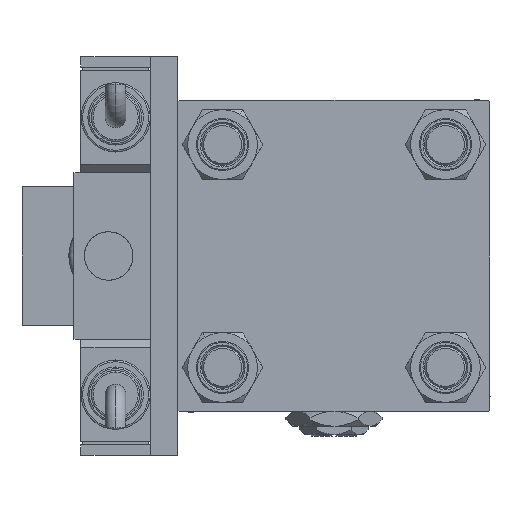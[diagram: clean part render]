
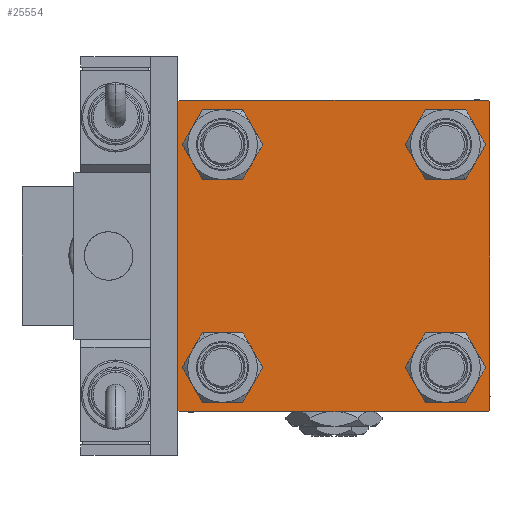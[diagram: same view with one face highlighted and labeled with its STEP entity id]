
A CAD part, left-side view. The second image highlights one B-rep face of the part: STEP entity #25554.
In plain terms, the highlighted planar face has unit normal (-1, 0, 0).
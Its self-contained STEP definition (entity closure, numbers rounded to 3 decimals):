
#164 = CARTESIAN_POINT ( 'NONE',  ( 0., -45., 44.5 ) ) ;
#316 = CARTESIAN_POINT ( 'NONE',  ( 0., 32.15, -25.65 ) ) ;
#1438 = DIRECTION ( 'NONE',  ( 1., 0., 0. ) ) ;
#2269 = CARTESIAN_POINT ( 'NONE',  ( 0., 32.15, -38.65 ) ) ;
#2871 = DIRECTION ( 'NONE',  ( 1., 0., 0. ) ) ;
#3570 = VERTEX_POINT ( 'NONE', #37765 ) ;
#3669 = LINE ( 'NONE', #57356, #22668 ) ;
#4017 = VERTEX_POINT ( 'NONE', #42669 ) ;
#4088 = CIRCLE ( 'NONE', #29321, 6.5 ) ;
#4195 = CARTESIAN_POINT ( 'NONE',  ( 0., -32.15, 25.65 ) ) ;
#4842 = VERTEX_POINT ( 'NONE', #32717 ) ;
#5930 = ORIENTED_EDGE ( 'NONE', *, *, #16474, .T. ) ;
#6346 = EDGE_CURVE ( 'NONE', #45971, #35564, #12326, .T. ) ;
#6394 = EDGE_CURVE ( 'NONE', #14093, #28408, #40282, .T. ) ;
#6467 = ORIENTED_EDGE ( 'NONE', *, *, #6346, .F. ) ;
#7041 = DIRECTION ( 'NONE',  ( 0., 0., 1. ) ) ;
#7098 = DIRECTION ( 'NONE',  ( 0., -1., 0. ) ) ;
#7400 = ORIENTED_EDGE ( 'NONE', *, *, #28350, .T. ) ;
#8200 = DIRECTION ( 'NONE',  ( 1., 0., 0. ) ) ;
#8214 = CARTESIAN_POINT ( 'NONE',  ( 0., 45., 45. ) ) ;
#8416 = DIRECTION ( 'NONE',  ( 1., 0., 0. ) ) ;
#8855 = VECTOR ( 'NONE', #43125, 1000. ) ;
#10419 = CARTESIAN_POINT ( 'NONE',  ( 0., 45., 44.5 ) ) ;
#10684 = VERTEX_POINT ( 'NONE', #28376 ) ;
#10869 = FACE_BOUND ( 'NONE', #57802, .T. ) ;
#11274 = EDGE_LOOP ( 'NONE', ( #40398, #26685 ) ) ;
#11296 = EDGE_CURVE ( 'NONE', #47948, #4842, #3669, .T. ) ;
#11566 = DIRECTION ( 'NONE',  ( 1., 0., 0. ) ) ;
#11570 = VERTEX_POINT ( 'NONE', #4195 ) ;
#11861 = ORIENTED_EDGE ( 'NONE', *, *, #57806, .T. ) ;
#12022 = DIRECTION ( 'NONE',  ( -1., 0., 0. ) ) ;
#12208 = VECTOR ( 'NONE', #16455, 1000. ) ;
#12326 = LINE ( 'NONE', #21400, #12208 ) ;
#12755 = EDGE_CURVE ( 'NONE', #27933, #24651, #38172, .T. ) ;
#12832 = ORIENTED_EDGE ( 'NONE', *, *, #28067, .T. ) ;
#13271 = CIRCLE ( 'NONE', #15160, 6.5 ) ;
#14093 = VERTEX_POINT ( 'NONE', #316 ) ;
#14156 = VERTEX_POINT ( 'NONE', #44895 ) ;
#14808 = ORIENTED_EDGE ( 'NONE', *, *, #11296, .T. ) ;
#15006 = AXIS2_PLACEMENT_3D ( 'NONE', #39001, #8200, #30217 ) ;
#15160 = AXIS2_PLACEMENT_3D ( 'NONE', #48362, #48648, #58032 ) ;
#15765 = DIRECTION ( 'NONE',  ( 0., 0.707, 0.707 ) ) ;
#16113 = CARTESIAN_POINT ( 'NONE',  ( 0., 32.15, 32.15 ) ) ;
#16400 = DIRECTION ( 'NONE',  ( 0., 0., 1. ) ) ;
#16439 = CARTESIAN_POINT ( 'NONE',  ( 0., -32.15, -32.15 ) ) ;
#16455 = DIRECTION ( 'NONE',  ( 0., 0., -1. ) ) ;
#16474 = EDGE_CURVE ( 'NONE', #11570, #3570, #4088, .T. ) ;
#18126 = EDGE_LOOP ( 'NONE', ( #11861, #29453 ) ) ;
#19347 = DIRECTION ( 'NONE',  ( 0., 0., 1. ) ) ;
#19394 = CARTESIAN_POINT ( 'NONE',  ( 0., -44.5, 45. ) ) ;
#19972 = FACE_BOUND ( 'NONE', #11274, .T. ) ;
#20753 = CIRCLE ( 'NONE', #29168, 6.5 ) ;
#20769 = DIRECTION ( 'NONE',  ( 0., 0., 1. ) ) ;
#20824 = FACE_OUTER_BOUND ( 'NONE', #53716, .T. ) ;
#21400 = CARTESIAN_POINT ( 'NONE',  ( 0., -45., 45. ) ) ;
#22026 = VECTOR ( 'NONE', #24881, 1000. ) ;
#22668 = VECTOR ( 'NONE', #40025, 1000. ) ;
#24160 = CARTESIAN_POINT ( 'NONE',  ( 0., 45., -45. ) ) ;
#24338 = AXIS2_PLACEMENT_3D ( 'NONE', #37270, #28769, #46638 ) ;
#24367 = CIRCLE ( 'NONE', #44038, 6.5 ) ;
#24651 = VERTEX_POINT ( 'NONE', #19394 ) ;
#24678 = EDGE_CURVE ( 'NONE', #4017, #35169, #28118, .T. ) ;
#24881 = DIRECTION ( 'NONE',  ( 0., 0.707, -0.707 ) ) ;
#25554 = ADVANCED_FACE ( 'NONE', ( #43394, #10869, #19972, #52195, #20824 ), #37552, .T. ) ;
#26420 = LINE ( 'NONE', #29742, #54821 ) ;
#26685 = ORIENTED_EDGE ( 'NONE', *, *, #44122, .T. ) ;
#27458 = VERTEX_POINT ( 'NONE', #40927 ) ;
#27497 = ORIENTED_EDGE ( 'NONE', *, *, #54478, .T. ) ;
#27933 = VERTEX_POINT ( 'NONE', #36977 ) ;
#28067 = EDGE_CURVE ( 'NONE', #35169, #4017, #20753, .T. ) ;
#28118 = CIRCLE ( 'NONE', #24338, 6.5 ) ;
#28350 = EDGE_CURVE ( 'NONE', #45971, #24651, #55368, .T. ) ;
#28376 = CARTESIAN_POINT ( 'NONE',  ( 0., -44.5, -45. ) ) ;
#28408 = VERTEX_POINT ( 'NONE', #2269 ) ;
#28583 = LINE ( 'NONE', #24160, #55947 ) ;
#28769 = DIRECTION ( 'NONE',  ( 1., 0., 0. ) ) ;
#29161 = DIRECTION ( 'NONE',  ( 0., 0., 1. ) ) ;
#29168 = AXIS2_PLACEMENT_3D ( 'NONE', #16439, #42808, #38984 ) ;
#29321 = AXIS2_PLACEMENT_3D ( 'NONE', #47447, #8416, #20769 ) ;
#29453 = ORIENTED_EDGE ( 'NONE', *, *, #36446, .T. ) ;
#29627 = CARTESIAN_POINT ( 'NONE',  ( 0., 0., 0. ) ) ;
#29742 = CARTESIAN_POINT ( 'NONE',  ( 0., -44.75, -44.75 ) ) ;
#30217 = DIRECTION ( 'NONE',  ( 0., 0., 1. ) ) ;
#31294 = AXIS2_PLACEMENT_3D ( 'NONE', #16113, #1438, #19347 ) ;
#32717 = CARTESIAN_POINT ( 'NONE',  ( 0., 44.5, -45. ) ) ;
#33294 = VERTEX_POINT ( 'NONE', #10419 ) ;
#34134 = ORIENTED_EDGE ( 'NONE', *, *, #12755, .F. ) ;
#35169 = VERTEX_POINT ( 'NONE', #38146 ) ;
#35300 = EDGE_CURVE ( 'NONE', #33294, #47948, #47824, .T. ) ;
#35564 = VERTEX_POINT ( 'NONE', #57128 ) ;
#36412 = ORIENTED_EDGE ( 'NONE', *, *, #37092, .T. ) ;
#36446 = EDGE_CURVE ( 'NONE', #27458, #14156, #38899, .T. ) ;
#36977 = CARTESIAN_POINT ( 'NONE',  ( 0., 44.5, 45. ) ) ;
#37092 = EDGE_CURVE ( 'NONE', #10684, #35564, #26420, .T. ) ;
#37270 = CARTESIAN_POINT ( 'NONE',  ( 0., -32.15, -32.15 ) ) ;
#37329 = EDGE_LOOP ( 'NONE', ( #27497, #5930 ) ) ;
#37552 = PLANE ( 'NONE',  #49681 ) ;
#37765 = CARTESIAN_POINT ( 'NONE',  ( 0., -32.15, 38.65 ) ) ;
#38146 = CARTESIAN_POINT ( 'NONE',  ( 0., -32.15, -25.65 ) ) ;
#38172 = LINE ( 'NONE', #56071, #49913 ) ;
#38899 = CIRCLE ( 'NONE', #31294, 6.5 ) ;
#38946 = CARTESIAN_POINT ( 'NONE',  ( 0., 44.75, 44.75 ) ) ;
#38984 = DIRECTION ( 'NONE',  ( 0., 0., 1. ) ) ;
#39001 = CARTESIAN_POINT ( 'NONE',  ( 0., 32.15, -32.15 ) ) ;
#39862 = EDGE_CURVE ( 'NONE', #27933, #33294, #51577, .T. ) ;
#39983 = CIRCLE ( 'NONE', #47492, 6.5 ) ;
#40025 = DIRECTION ( 'NONE',  ( 0., -0.707, -0.707 ) ) ;
#40282 = CIRCLE ( 'NONE', #15006, 6.5 ) ;
#40398 = ORIENTED_EDGE ( 'NONE', *, *, #6394, .T. ) ;
#40927 = CARTESIAN_POINT ( 'NONE',  ( 0., 32.15, 25.65 ) ) ;
#41111 = ORIENTED_EDGE ( 'NONE', *, *, #39862, .T. ) ;
#41844 = ORIENTED_EDGE ( 'NONE', *, *, #24678, .T. ) ;
#42045 = DIRECTION ( 'NONE',  ( 0., -1., 0. ) ) ;
#42669 = CARTESIAN_POINT ( 'NONE',  ( 0., -32.15, -38.65 ) ) ;
#42808 = DIRECTION ( 'NONE',  ( 1., 0., 0. ) ) ;
#43056 = CARTESIAN_POINT ( 'NONE',  ( 0., -32.15, 32.15 ) ) ;
#43125 = DIRECTION ( 'NONE',  ( 0., 0., -1. ) ) ;
#43394 = FACE_BOUND ( 'NONE', #37329, .T. ) ;
#44038 = AXIS2_PLACEMENT_3D ( 'NONE', #43056, #2871, #16400 ) ;
#44122 = EDGE_CURVE ( 'NONE', #28408, #14093, #39983, .T. ) ;
#44230 = EDGE_CURVE ( 'NONE', #4842, #10684, #28583, .T. ) ;
#44895 = CARTESIAN_POINT ( 'NONE',  ( 0., 32.15, 38.65 ) ) ;
#45971 = VERTEX_POINT ( 'NONE', #164 ) ;
#46638 = DIRECTION ( 'NONE',  ( 0., 0., 1. ) ) ;
#47447 = CARTESIAN_POINT ( 'NONE',  ( 0., -32.15, 32.15 ) ) ;
#47492 = AXIS2_PLACEMENT_3D ( 'NONE', #51734, #11566, #29161 ) ;
#47824 = LINE ( 'NONE', #8214, #8855 ) ;
#47948 = VERTEX_POINT ( 'NONE', #49144 ) ;
#48362 = CARTESIAN_POINT ( 'NONE',  ( 0., 32.15, 32.15 ) ) ;
#48648 = DIRECTION ( 'NONE',  ( 1., 0., 0. ) ) ;
#49144 = CARTESIAN_POINT ( 'NONE',  ( 0., 45., -44.5 ) ) ;
#49681 = AXIS2_PLACEMENT_3D ( 'NONE', #29627, #12022, #7041 ) ;
#49913 = VECTOR ( 'NONE', #7098, 1000. ) ;
#51102 = ORIENTED_EDGE ( 'NONE', *, *, #35300, .T. ) ;
#51577 = LINE ( 'NONE', #38946, #22026 ) ;
#51734 = CARTESIAN_POINT ( 'NONE',  ( 0., 32.15, -32.15 ) ) ;
#52195 = FACE_BOUND ( 'NONE', #18126, .T. ) ;
#53716 = EDGE_LOOP ( 'NONE', ( #51102, #14808, #55158, #36412, #6467, #7400, #34134, #41111 ) ) ;
#54478 = EDGE_CURVE ( 'NONE', #3570, #11570, #24367, .T. ) ;
#54821 = VECTOR ( 'NONE', #56141, 1000. ) ;
#55158 = ORIENTED_EDGE ( 'NONE', *, *, #44230, .T. ) ;
#55368 = LINE ( 'NONE', #56239, #56377 ) ;
#55947 = VECTOR ( 'NONE', #42045, 1000. ) ;
#56071 = CARTESIAN_POINT ( 'NONE',  ( 0., 45., 45. ) ) ;
#56141 = DIRECTION ( 'NONE',  ( 0., -0.707, 0.707 ) ) ;
#56239 = CARTESIAN_POINT ( 'NONE',  ( 0., -44.75, 44.75 ) ) ;
#56377 = VECTOR ( 'NONE', #15765, 1000. ) ;
#57128 = CARTESIAN_POINT ( 'NONE',  ( 0., -45., -44.5 ) ) ;
#57356 = CARTESIAN_POINT ( 'NONE',  ( 0., 44.75, -44.75 ) ) ;
#57802 = EDGE_LOOP ( 'NONE', ( #12832, #41844 ) ) ;
#57806 = EDGE_CURVE ( 'NONE', #14156, #27458, #13271, .T. ) ;
#58032 = DIRECTION ( 'NONE',  ( 0., 0., 1. ) ) ;
